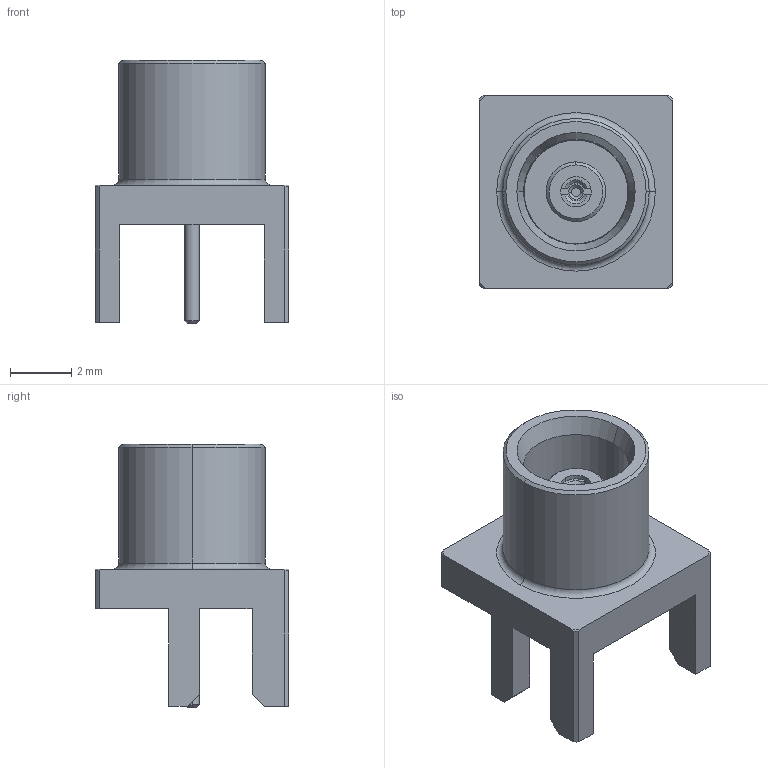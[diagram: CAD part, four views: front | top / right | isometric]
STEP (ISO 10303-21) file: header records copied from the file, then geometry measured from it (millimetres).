
FILE_DESCRIPTION (( 'STEP AP214' ), '1' );
FILE_NAME ('45-410-2-D3-1.6.STEP', '2025-09-18T07:45:20', ( '' ), ( '' ), 'SwSTEP 2.0', 'SolidWorks 2025', '' );
FILE_SCHEMA (( 'AUTOMOTIVE_DESIGN' ));
Length unit declared in the file: millimetre
Products named in the file (1): 45-410-2-D3-1.6
Bounding box: 6.35 x 6.35 x 8.65 mm (x, y, z)
Surface area: 268.7 mm2 (no closed solid volume)
Topology: 0 solids, 5 shells, 67 faces, 176 edges, 118 vertices
Faces by surface type: plane 35, cylinder 16, cone 14, torus 2
Entity records: 2084 total; most frequent: CARTESIAN_POINT 398, DIRECTION 358, ORIENTED_EDGE 326, EDGE_CURVE 176, AXIS2_PLACEMENT_3D 126, VERTEX_POINT 118, VECTOR 106, LINE 106
